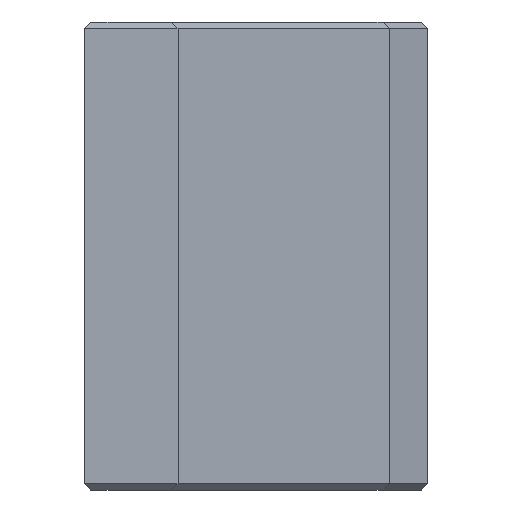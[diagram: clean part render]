
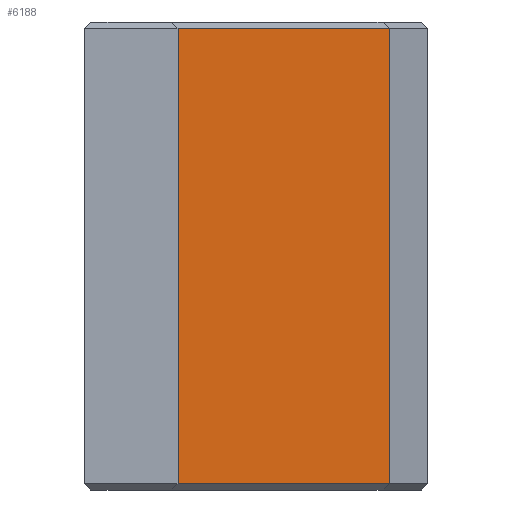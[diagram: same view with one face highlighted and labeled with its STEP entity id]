
A CAD part, left-side view. The second image highlights one B-rep face of the part: STEP entity #6188.
In plain terms, the highlighted planar face has unit normal (-1, 0, 0).
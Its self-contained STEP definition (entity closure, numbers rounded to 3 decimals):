
#57=PLANE('',#6756);
#629=FACE_OUTER_BOUND('',#982,.T.);
#982=EDGE_LOOP('',(#5429,#5430,#5431,#5432));
#1939=LINE('',#16930,#2320);
#1941=LINE('',#16934,#2322);
#1942=LINE('',#16936,#2323);
#1943=LINE('',#16937,#2324);
#2320=VECTOR('',#8052,1000.);
#2322=VECTOR('',#8056,1000.);
#2323=VECTOR('',#8057,1000.);
#2324=VECTOR('',#8058,1000.);
#3002=VERTEX_POINT('',#16927);
#3003=VERTEX_POINT('',#16929);
#3004=VERTEX_POINT('',#16933);
#3005=VERTEX_POINT('',#16935);
#3885=EDGE_CURVE('',#3003,#3002,#1939,.T.);
#3887=EDGE_CURVE('',#3002,#3004,#1941,.T.);
#3888=EDGE_CURVE('',#3005,#3004,#1942,.T.);
#3889=EDGE_CURVE('',#3005,#3003,#1943,.T.);
#5429=ORIENTED_EDGE('',*,*,#3885,.T.);
#5430=ORIENTED_EDGE('',*,*,#3887,.T.);
#5431=ORIENTED_EDGE('',*,*,#3888,.F.);
#5432=ORIENTED_EDGE('',*,*,#3889,.T.);
#6188=ADVANCED_FACE('',(#629),#57,.F.);
#6756=AXIS2_PLACEMENT_3D('',#16932,#8054,#8055);
#8052=DIRECTION('',(0.,0.,-1.));
#8054=DIRECTION('center_axis',(1.,0.,0.));
#8055=DIRECTION('ref_axis',(0.,1.,0.));
#8056=DIRECTION('',(0.,-1.,0.));
#8057=DIRECTION('',(0.,0.,-1.));
#8058=DIRECTION('',(0.,1.,0.));
#16927=CARTESIAN_POINT('',(-15.,5.,-14.586));
#16929=CARTESIAN_POINT('',(-15.,5.,14.586));
#16930=CARTESIAN_POINT('',(-15.,5.,15.));
#16932=CARTESIAN_POINT('Origin',(-15.,5.,15.));
#16933=CARTESIAN_POINT('',(-15.,-8.556,-14.586));
#16934=CARTESIAN_POINT('',(-15.,5.,-14.586));
#16935=CARTESIAN_POINT('',(-15.,-8.556,14.586));
#16936=CARTESIAN_POINT('',(-15.,-8.556,15.));
#16937=CARTESIAN_POINT('',(-15.,5.,14.586));
